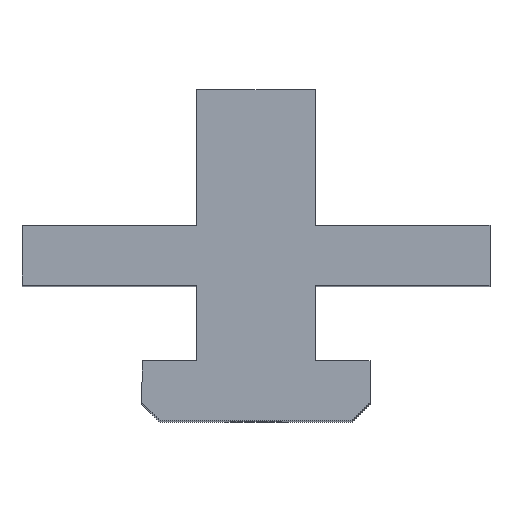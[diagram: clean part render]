
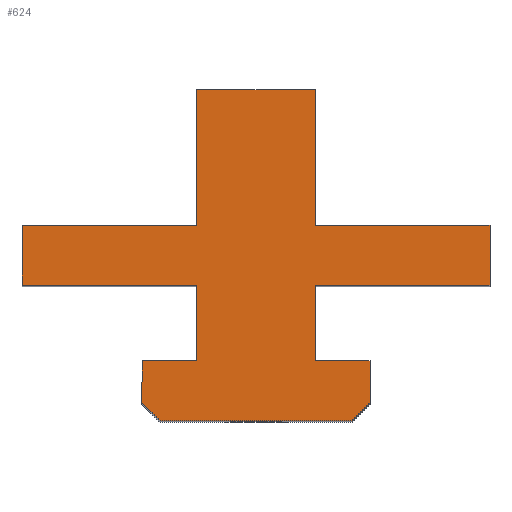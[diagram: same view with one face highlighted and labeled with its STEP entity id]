
A CAD part, top view. The second image highlights one B-rep face of the part: STEP entity #624.
In plain terms, the highlighted planar face has unit normal (0, 0, 1).
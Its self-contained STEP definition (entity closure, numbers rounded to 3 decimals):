
#11 = VECTOR ( 'NONE', #369, 1000. ) ;
#16 = EDGE_LOOP ( 'NONE', ( #1167, #979, #888, #1075, #489, #486, #217, #356, #1350, #168, #267, #1269, #818, #836, #505, #502, #589, #1155 ) ) ;
#19 = EDGE_CURVE ( 'NONE', #197, #101, #451, .T. ) ;
#28 = DIRECTION ( 'NONE',  ( 0., -1., 0. ) ) ;
#32 = VERTEX_POINT ( 'NONE', #872 ) ;
#54 = DIRECTION ( 'NONE',  ( -0.707, 0.707, 0. ) ) ;
#61 = LINE ( 'NONE', #655, #311 ) ;
#80 = EDGE_CURVE ( 'NONE', #549, #1028, #930, .T. ) ;
#82 = VERTEX_POINT ( 'NONE', #1304 ) ;
#89 = EDGE_CURVE ( 'NONE', #1042, #402, #131, .T. ) ;
#101 = VERTEX_POINT ( 'NONE', #142 ) ;
#102 = VERTEX_POINT ( 'NONE', #150 ) ;
#114 = LINE ( 'NONE', #728, #797 ) ;
#129 = VECTOR ( 'NONE', #981, 1000. ) ;
#131 = LINE ( 'NONE', #994, #533 ) ;
#142 = CARTESIAN_POINT ( 'NONE',  ( 19.5, 5., 40. ) ) ;
#150 = CARTESIAN_POINT ( 'NONE',  ( 4.95, 5., 40. ) ) ;
#156 = EDGE_CURVE ( 'NONE', #487, #402, #1085, .T. ) ;
#159 = CARTESIAN_POINT ( 'NONE',  ( -4.95, 0., 40. ) ) ;
#164 = VECTOR ( 'NONE', #710, 1000. ) ;
#166 = VECTOR ( 'NONE', #972, 1000. ) ;
#168 = ORIENTED_EDGE ( 'NONE', *, *, #380, .F. ) ;
#173 = PLANE ( 'NONE',  #1334 ) ;
#178 = EDGE_CURVE ( 'NONE', #553, #665, #228, .T. ) ;
#181 = EDGE_CURVE ( 'NONE', #1244, #1042, #114, .T. ) ;
#194 = CARTESIAN_POINT ( 'NONE',  ( 4.95, -6.3, 40. ) ) ;
#197 = VERTEX_POINT ( 'NONE', #841 ) ;
#200 = VERTEX_POINT ( 'NONE', #738 ) ;
#217 = ORIENTED_EDGE ( 'NONE', *, *, #181, .T. ) ;
#228 = LINE ( 'NONE', #159, #697 ) ;
#229 = EDGE_CURVE ( 'NONE', #32, #1244, #482, .T. ) ;
#234 = CARTESIAN_POINT ( 'NONE',  ( 19.5, 0., 40. ) ) ;
#239 = DIRECTION ( 'NONE',  ( 1., 0., 0. ) ) ;
#242 = CARTESIAN_POINT ( 'NONE',  ( 4.95, 0., 40. ) ) ;
#259 = VECTOR ( 'NONE', #521, 1000. ) ;
#267 = ORIENTED_EDGE ( 'NONE', *, *, #80, .T. ) ;
#268 = CARTESIAN_POINT ( 'NONE',  ( 0., 5., 40. ) ) ;
#273 = CARTESIAN_POINT ( 'NONE',  ( -4.95, 5., 40. ) ) ;
#278 = LINE ( 'NONE', #1253, #461 ) ;
#285 = DIRECTION ( 'NONE',  ( 1., 0., 0. ) ) ;
#311 = VECTOR ( 'NONE', #239, 1000. ) ;
#317 = CARTESIAN_POINT ( 'NONE',  ( -4.95, 0., 40. ) ) ;
#356 = ORIENTED_EDGE ( 'NONE', *, *, #89, .T. ) ;
#361 = CARTESIAN_POINT ( 'NONE',  ( -19.5, 5., 40. ) ) ;
#369 = DIRECTION ( 'NONE',  ( -1., 0., 0. ) ) ;
#372 = EDGE_CURVE ( 'NONE', #904, #553, #643, .T. ) ;
#380 = EDGE_CURVE ( 'NONE', #549, #487, #545, .T. ) ;
#402 = VERTEX_POINT ( 'NONE', #1191 ) ;
#445 = VECTOR ( 'NONE', #835, 1000. ) ;
#451 = LINE ( 'NONE', #234, #166 ) ;
#457 = CARTESIAN_POINT ( 'NONE',  ( 0., 0., 40. ) ) ;
#461 = VECTOR ( 'NONE', #1138, 1000. ) ;
#469 = EDGE_CURVE ( 'NONE', #1200, #751, #600, .T. ) ;
#471 = CARTESIAN_POINT ( 'NONE',  ( -9.5, -6.3, 40. ) ) ;
#478 = CARTESIAN_POINT ( 'NONE',  ( 8., -11.3, 40. ) ) ;
#482 = LINE ( 'NONE', #317, #764 ) ;
#486 = ORIENTED_EDGE ( 'NONE', *, *, #229, .T. ) ;
#487 = VERTEX_POINT ( 'NONE', #1003 ) ;
#489 = ORIENTED_EDGE ( 'NONE', *, *, #964, .T. ) ;
#492 = EDGE_CURVE ( 'NONE', #1071, #82, #1261, .T. ) ;
#498 = DIRECTION ( 'NONE',  ( 0., 0., 1. ) ) ;
#502 = ORIENTED_EDGE ( 'NONE', *, *, #19, .T. ) ;
#505 = ORIENTED_EDGE ( 'NONE', *, *, #1014, .T. ) ;
#507 = CARTESIAN_POINT ( 'NONE',  ( -4.95, -6.3, 40. ) ) ;
#521 = DIRECTION ( 'NONE',  ( -1., 0., 0. ) ) ;
#533 = VECTOR ( 'NONE', #28, 1000. ) ;
#540 = EDGE_CURVE ( 'NONE', #102, #904, #991, .T. ) ;
#544 = CARTESIAN_POINT ( 'NONE',  ( 0., 16.3, 40. ) ) ;
#545 = LINE ( 'NONE', #863, #1178 ) ;
#549 = VERTEX_POINT ( 'NONE', #708 ) ;
#552 = CARTESIAN_POINT ( 'NONE',  ( 4.95, 16.3, 40. ) ) ;
#553 = VERTEX_POINT ( 'NONE', #676 ) ;
#589 = ORIENTED_EDGE ( 'NONE', *, *, #653, .T. ) ;
#596 = DIRECTION ( 'NONE',  ( 0., 1., 0. ) ) ;
#600 = LINE ( 'NONE', #902, #11 ) ;
#624 = ADVANCED_FACE ( 'NONE', ( #1119 ), #173, .T. ) ;
#643 = LINE ( 'NONE', #544, #1101 ) ;
#648 = DIRECTION ( 'NONE',  ( -1., 0., 0. ) ) ;
#653 = EDGE_CURVE ( 'NONE', #101, #102, #1177, .T. ) ;
#655 = CARTESIAN_POINT ( 'NONE',  ( 0., 0., 40. ) ) ;
#665 = VERTEX_POINT ( 'NONE', #273 ) ;
#670 = CARTESIAN_POINT ( 'NONE',  ( -19.5, 0., 40. ) ) ;
#676 = CARTESIAN_POINT ( 'NONE',  ( -4.95, 16.3, 40. ) ) ;
#697 = VECTOR ( 'NONE', #1006, 1000. ) ;
#708 = CARTESIAN_POINT ( 'NONE',  ( 8., -11.3, 40. ) ) ;
#710 = DIRECTION ( 'NONE',  ( -1., 0., 0. ) ) ;
#728 = CARTESIAN_POINT ( 'NONE',  ( 0., -6.3, 40. ) ) ;
#738 = CARTESIAN_POINT ( 'NONE',  ( 4.95, 0., 40. ) ) ;
#741 = CARTESIAN_POINT ( 'NONE',  ( 4.95, 0., 40. ) ) ;
#751 = VERTEX_POINT ( 'NONE', #194 ) ;
#761 = LINE ( 'NONE', #741, #445 ) ;
#764 = VECTOR ( 'NONE', #1252, 1000. ) ;
#779 = VECTOR ( 'NONE', #596, 1000. ) ;
#791 = CARTESIAN_POINT ( 'NONE',  ( -9.5, -9.8, 40. ) ) ;
#797 = VECTOR ( 'NONE', #859, 1000. ) ;
#818 = ORIENTED_EDGE ( 'NONE', *, *, #469, .T. ) ;
#835 = DIRECTION ( 'NONE',  ( 0., 1., 0. ) ) ;
#836 = ORIENTED_EDGE ( 'NONE', *, *, #1333, .T. ) ;
#841 = CARTESIAN_POINT ( 'NONE',  ( 19.5, 0., 40. ) ) ;
#859 = DIRECTION ( 'NONE',  ( -1., 0., 0. ) ) ;
#863 = CARTESIAN_POINT ( 'NONE',  ( -8., -11.3, 40. ) ) ;
#872 = CARTESIAN_POINT ( 'NONE',  ( -4.95, 0., 40. ) ) ;
#888 = ORIENTED_EDGE ( 'NONE', *, *, #1313, .T. ) ;
#902 = CARTESIAN_POINT ( 'NONE',  ( 0., -6.3, 40. ) ) ;
#904 = VERTEX_POINT ( 'NONE', #552 ) ;
#930 = LINE ( 'NONE', #478, #962 ) ;
#962 = VECTOR ( 'NONE', #1309, 1000. ) ;
#964 = EDGE_CURVE ( 'NONE', #82, #32, #1132, .T. ) ;
#972 = DIRECTION ( 'NONE',  ( 0., 1., 0. ) ) ;
#973 = DIRECTION ( 'NONE',  ( -1., 0., 0. ) ) ;
#979 = ORIENTED_EDGE ( 'NONE', *, *, #178, .T. ) ;
#981 = DIRECTION ( 'NONE',  ( 1., 0., 0. ) ) ;
#991 = LINE ( 'NONE', #242, #779 ) ;
#994 = CARTESIAN_POINT ( 'NONE',  ( -9.5, 0., 40. ) ) ;
#1003 = CARTESIAN_POINT ( 'NONE',  ( -8., -11.3, 40. ) ) ;
#1006 = DIRECTION ( 'NONE',  ( 0., -1., 0. ) ) ;
#1014 = EDGE_CURVE ( 'NONE', #200, #197, #61, .T. ) ;
#1028 = VERTEX_POINT ( 'NONE', #1082 ) ;
#1042 = VERTEX_POINT ( 'NONE', #471 ) ;
#1053 = LINE ( 'NONE', #1133, #259 ) ;
#1071 = VERTEX_POINT ( 'NONE', #361 ) ;
#1075 = ORIENTED_EDGE ( 'NONE', *, *, #492, .T. ) ;
#1082 = CARTESIAN_POINT ( 'NONE',  ( 9.5, -9.8, 40. ) ) ;
#1085 = LINE ( 'NONE', #791, #1277 ) ;
#1101 = VECTOR ( 'NONE', #648, 1000. ) ;
#1107 = CARTESIAN_POINT ( 'NONE',  ( 0., 0., 40. ) ) ;
#1119 = FACE_OUTER_BOUND ( 'NONE', #16, .T. ) ;
#1129 = CARTESIAN_POINT ( 'NONE',  ( 9.5, -6.3, 40. ) ) ;
#1132 = LINE ( 'NONE', #457, #129 ) ;
#1133 = CARTESIAN_POINT ( 'NONE',  ( 0., 5., 40. ) ) ;
#1138 = DIRECTION ( 'NONE',  ( 0., 1., 0. ) ) ;
#1155 = ORIENTED_EDGE ( 'NONE', *, *, #540, .T. ) ;
#1167 = ORIENTED_EDGE ( 'NONE', *, *, #372, .T. ) ;
#1177 = LINE ( 'NONE', #268, #164 ) ;
#1178 = VECTOR ( 'NONE', #973, 1000. ) ;
#1191 = CARTESIAN_POINT ( 'NONE',  ( -9.5, -9.8, 40. ) ) ;
#1195 = DIRECTION ( 'NONE',  ( 0., -1., 0. ) ) ;
#1200 = VERTEX_POINT ( 'NONE', #1129 ) ;
#1244 = VERTEX_POINT ( 'NONE', #507 ) ;
#1252 = DIRECTION ( 'NONE',  ( 0., -1., 0. ) ) ;
#1253 = CARTESIAN_POINT ( 'NONE',  ( 9.5, 0., 40. ) ) ;
#1261 = LINE ( 'NONE', #670, #1332 ) ;
#1269 = ORIENTED_EDGE ( 'NONE', *, *, #1287, .T. ) ;
#1277 = VECTOR ( 'NONE', #54, 1000. ) ;
#1287 = EDGE_CURVE ( 'NONE', #1028, #1200, #278, .T. ) ;
#1304 = CARTESIAN_POINT ( 'NONE',  ( -19.5, 0., 40. ) ) ;
#1309 = DIRECTION ( 'NONE',  ( 0.707, 0.707, 0. ) ) ;
#1313 = EDGE_CURVE ( 'NONE', #665, #1071, #1053, .T. ) ;
#1332 = VECTOR ( 'NONE', #1195, 1000. ) ;
#1333 = EDGE_CURVE ( 'NONE', #751, #200, #761, .T. ) ;
#1334 = AXIS2_PLACEMENT_3D ( 'NONE', #1107, #498, #285 ) ;
#1350 = ORIENTED_EDGE ( 'NONE', *, *, #156, .F. ) ;
